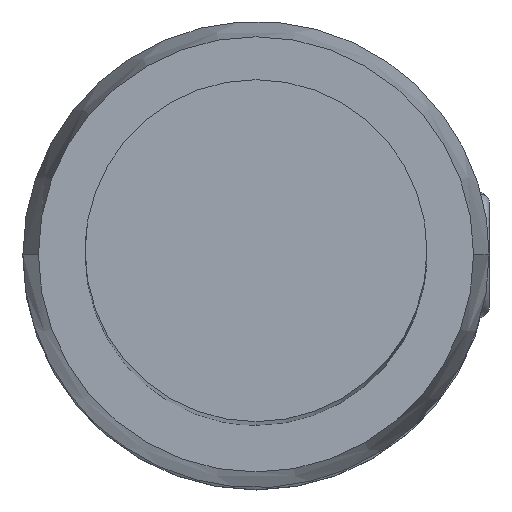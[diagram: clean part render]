
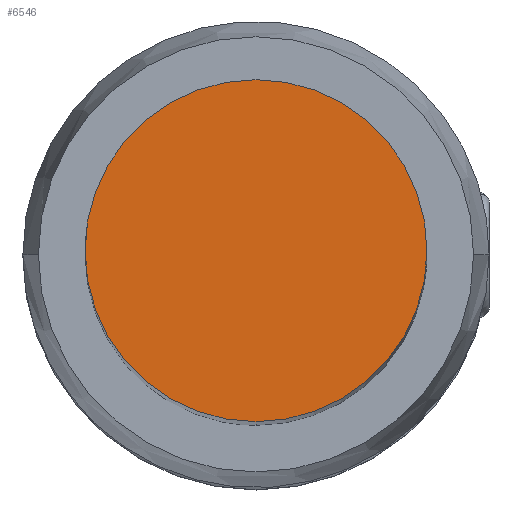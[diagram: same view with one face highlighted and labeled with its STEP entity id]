
A CAD part, top view. The second image highlights one B-rep face of the part: STEP entity #6546.
In plain terms, the highlighted planar face has unit normal (0, 0, 1).
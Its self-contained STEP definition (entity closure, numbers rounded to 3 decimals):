
#6340=AXIS2_PLACEMENT_3D('Circle Axis2P3D',#6338,#6339,$) ;
#6347=AXIS2_PLACEMENT_3D('Circle Axis2P3D',#6345,#6346,$) ;
#6373=AXIS2_PLACEMENT_3D('Circle Axis2P3D',#6371,#6372,$) ;
#6380=AXIS2_PLACEMENT_3D('Circle Axis2P3D',#6378,#6379,$) ;
#6538=AXIS2_PLACEMENT_3D('Plane Axis2P3D',#6535,#6536,#6537) ;
#6335=CARTESIAN_POINT('Vertex',(7.5,2.,119.141)) ;
#6338=CARTESIAN_POINT('Axis2P3D Location',(7.5,7.5,119.141)) ;
#6342=CARTESIAN_POINT('Vertex',(2.,7.5,119.141)) ;
#6345=CARTESIAN_POINT('Axis2P3D Location',(7.5,7.5,119.141)) ;
#6349=CARTESIAN_POINT('Vertex',(7.5,13.,119.141)) ;
#6371=CARTESIAN_POINT('Axis2P3D Location',(7.5,7.5,119.141)) ;
#6375=CARTESIAN_POINT('Vertex',(13.,7.5,119.141)) ;
#6378=CARTESIAN_POINT('Axis2P3D Location',(7.5,7.5,119.141)) ;
#6535=CARTESIAN_POINT('Axis2P3D Location',(7.5,7.5,119.141)) ;
#6339=DIRECTION('Axis2P3D Direction',(-0.,0.,-1.)) ;
#6346=DIRECTION('Axis2P3D Direction',(-0.,0.,-1.)) ;
#6372=DIRECTION('Axis2P3D Direction',(-0.,0.,-1.)) ;
#6379=DIRECTION('Axis2P3D Direction',(-0.,0.,-1.)) ;
#6536=DIRECTION('Axis2P3D Direction',(0.,-0.,1.)) ;
#6537=DIRECTION('Axis2P3D XDirection',(0.,1.,0.)) ;
#6541=ORIENTED_EDGE('',*,*,#6377,.T.) ;
#6542=ORIENTED_EDGE('',*,*,#6351,.T.) ;
#6543=ORIENTED_EDGE('',*,*,#6344,.T.) ;
#6544=ORIENTED_EDGE('',*,*,#6382,.T.) ;
#6546=ADVANCED_FACE('Hauptkoerper',(#6545),#6539,.T.) ;
#6341=CIRCLE('generated circle',#6340,5.5) ;
#6348=CIRCLE('generated circle',#6347,5.5) ;
#6374=CIRCLE('generated circle',#6373,5.5) ;
#6381=CIRCLE('generated circle',#6380,5.5) ;
#6344=EDGE_CURVE('',#6343,#6336,#6341,.F.) ;
#6351=EDGE_CURVE('',#6350,#6343,#6348,.F.) ;
#6377=EDGE_CURVE('',#6376,#6350,#6374,.F.) ;
#6382=EDGE_CURVE('',#6336,#6376,#6381,.F.) ;
#6540=EDGE_LOOP('',(#6541,#6542,#6543,#6544)) ;
#6545=FACE_OUTER_BOUND('',#6540,.T.) ;
#6539=PLANE('',#6538) ;
#6336=VERTEX_POINT('',#6335) ;
#6343=VERTEX_POINT('',#6342) ;
#6350=VERTEX_POINT('',#6349) ;
#6376=VERTEX_POINT('',#6375) ;
